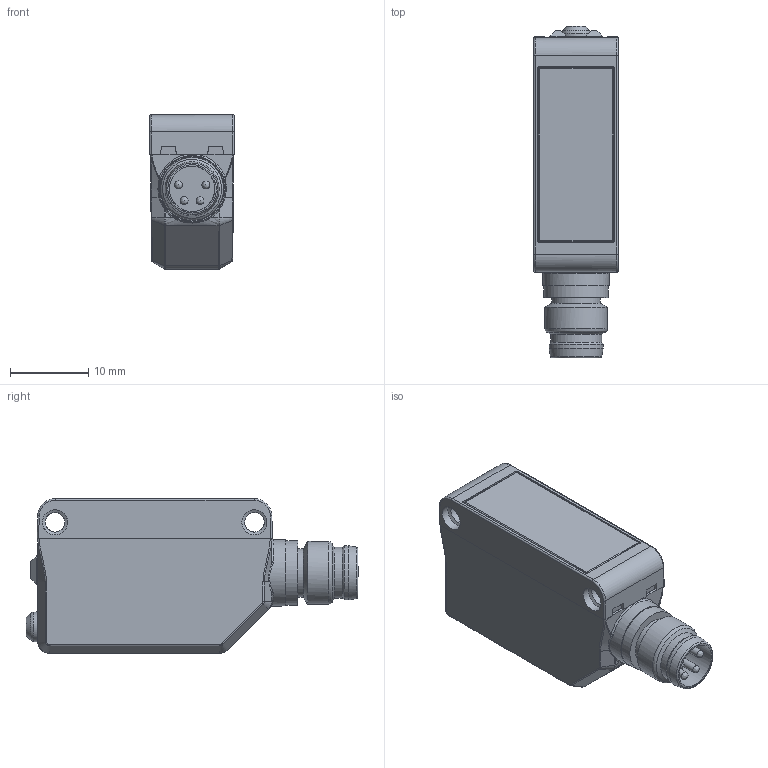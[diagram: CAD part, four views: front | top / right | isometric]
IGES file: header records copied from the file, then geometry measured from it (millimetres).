
Global section: file name: LD30CP-M5IO6463; native system: Autodesk Inventor 2025; preprocessor: unknown; author: Tove.Virkelyst; date: 20250226.102353; units: millimetre
Bounding box: 10.8 x 42.31 x 19.7 mm (x, y, z)
Volume: 2688.4 mm3; surface area: 5061.2 mm2
Topology: 2 solids, 4 shells, 489 faces, 1276 edges, 804 vertices
Faces by surface type: bspline 489
